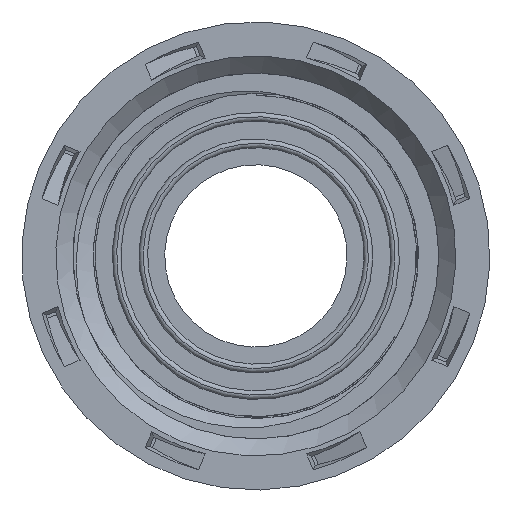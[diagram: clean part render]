
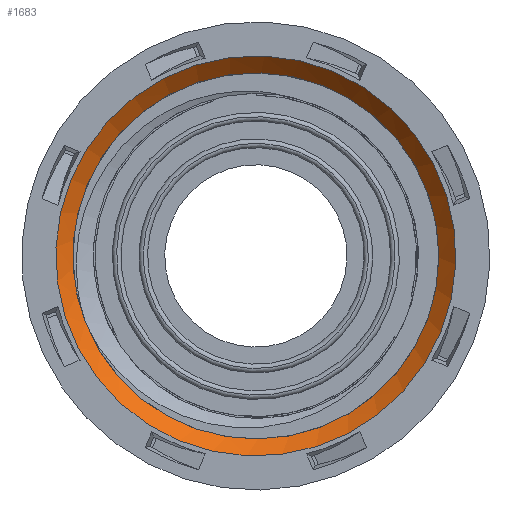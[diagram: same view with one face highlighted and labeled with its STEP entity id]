
A CAD part, front view. The second image highlights one B-rep face of the part: STEP entity #1683.
In plain terms, the highlighted conical face has half-angle 45 degrees and reference radius 10.75 mm.
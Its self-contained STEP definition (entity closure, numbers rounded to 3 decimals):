
#1644=CONICAL_SURFACE('',#9331,10.75,45.);
#1683=ADVANCED_FACE('',(#4078,#4079),#1644,.F.);
#4078=FACE_BOUND('',#4231,.T.);
#4079=FACE_BOUND('',#4232,.T.);
#4231=EDGE_LOOP('',(#4886));
#4232=EDGE_LOOP('',(#4887));
#4886=ORIENTED_EDGE('',*,*,#8047,.F.);
#4887=ORIENTED_EDGE('',*,*,#8048,.F.);
#7238=VERTEX_POINT('',#12069);
#7239=VERTEX_POINT('',#12071);
#8047=EDGE_CURVE('',#7238,#7238,#9134,.T.);
#8048=EDGE_CURVE('',#7239,#7239,#9135,.T.);
#9134=CIRCLE('',#9329,10.75);
#9135=CIRCLE('',#9330,11.75);
#9329=AXIS2_PLACEMENT_3D('',#12068,#10012,#10013);
#9330=AXIS2_PLACEMENT_3D('',#12070,#10014,#10015);
#9331=AXIS2_PLACEMENT_3D('',#12072,#10016,#10017);
#10012=DIRECTION('',(0.,-1.,0.));
#10013=DIRECTION('',(-0.924,0.,0.383));
#10014=DIRECTION('',(0.,1.,0.));
#10015=DIRECTION('',(-0.924,0.,0.383));
#10016=DIRECTION('',(0.,-1.,0.));
#10017=DIRECTION('',(0.924,0.,-0.383));
#12068=CARTESIAN_POINT('',(25.,-30.267,0.));
#12069=CARTESIAN_POINT('',(15.068,-30.267,4.114));
#12070=CARTESIAN_POINT('',(25.,-31.267,0.));
#12071=CARTESIAN_POINT('',(14.144,-31.267,4.497));
#12072=CARTESIAN_POINT('',(25.,-30.267,0.));
